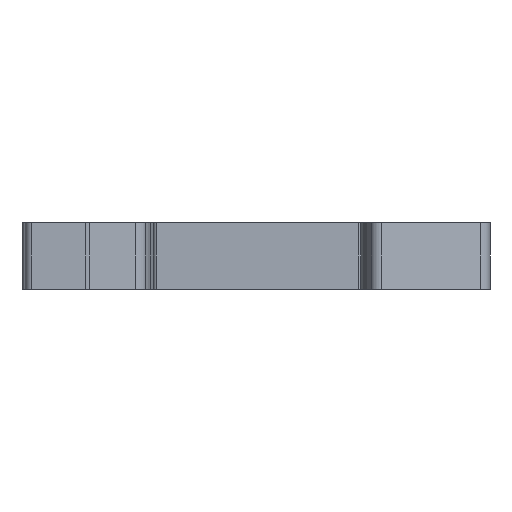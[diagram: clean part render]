
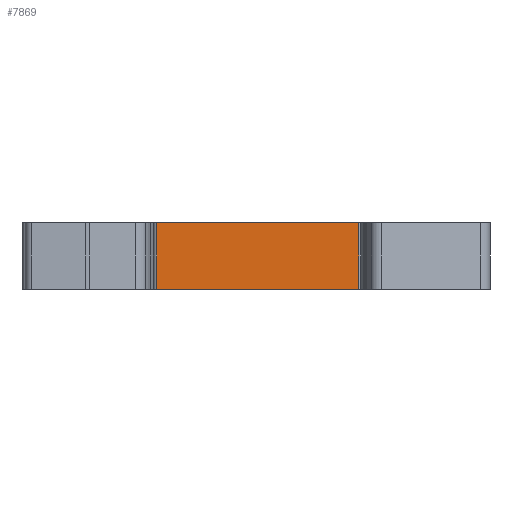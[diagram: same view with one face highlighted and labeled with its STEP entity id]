
A CAD part, front view. The second image highlights one B-rep face of the part: STEP entity #7869.
In plain terms, the highlighted planar face has unit normal (0, -1, 0).
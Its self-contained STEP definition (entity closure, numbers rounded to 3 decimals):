
#959=DIRECTION('',(1.,0.,0.));
#960=VECTOR('',#959,30.895);
#961=CARTESIAN_POINT('',(-15.195,4.332,-5.1));
#962=LINE('',#961,#960);
#2934=DIRECTION('',(0.,0.,-1.));
#2935=VECTOR('',#2934,10.2);
#2936=CARTESIAN_POINT('',(-15.195,4.332,5.1));
#2937=LINE('',#2936,#2935);
#2938=DIRECTION('',(1.,0.,0.));
#2939=VECTOR('',#2938,30.895);
#2940=CARTESIAN_POINT('',(-15.195,4.332,5.1));
#2941=LINE('',#2940,#2939);
#2942=DIRECTION('',(0.,0.,1.));
#2943=VECTOR('',#2942,10.2);
#2944=CARTESIAN_POINT('',(15.7,4.332,-5.1));
#2945=LINE('',#2944,#2943);
#3758=CARTESIAN_POINT('',(-15.195,4.332,-5.1));
#3759=VERTEX_POINT('',#3758);
#3760=CARTESIAN_POINT('',(15.7,4.332,-5.1));
#3761=VERTEX_POINT('',#3760);
#3934=CARTESIAN_POINT('',(15.7,4.332,5.1));
#3935=VERTEX_POINT('',#3934);
#3936=CARTESIAN_POINT('',(-15.195,4.332,5.1));
#3937=VERTEX_POINT('',#3936);
#7857=CARTESIAN_POINT('',(-15.195,4.332,-5.1));
#7858=DIRECTION('',(0.,-1.,0.));
#7859=DIRECTION('',(1.,0.,0.));
#7860=AXIS2_PLACEMENT_3D('',#7857,#7858,#7859);
#7861=PLANE('',#7860);
#7862=ORIENTED_EDGE('',*,*,#4815,.F.);
#7863=ORIENTED_EDGE('',*,*,#7852,.F.);
#7864=ORIENTED_EDGE('',*,*,#5032,.T.);
#7866=ORIENTED_EDGE('',*,*,#7865,.F.);
#7867=EDGE_LOOP('',(#7862,#7863,#7864,#7866));
#7868=FACE_OUTER_BOUND('',#7867,.F.);
#4815=EDGE_CURVE('',#3759,#3761,#962,.T.);
#5032=EDGE_CURVE('',#3937,#3935,#2941,.T.);
#7852=EDGE_CURVE('',#3937,#3759,#2937,.T.);
#7865=EDGE_CURVE('',#3761,#3935,#2945,.T.);
#7869=ADVANCED_FACE('',(#7868),#7861,.T.);
